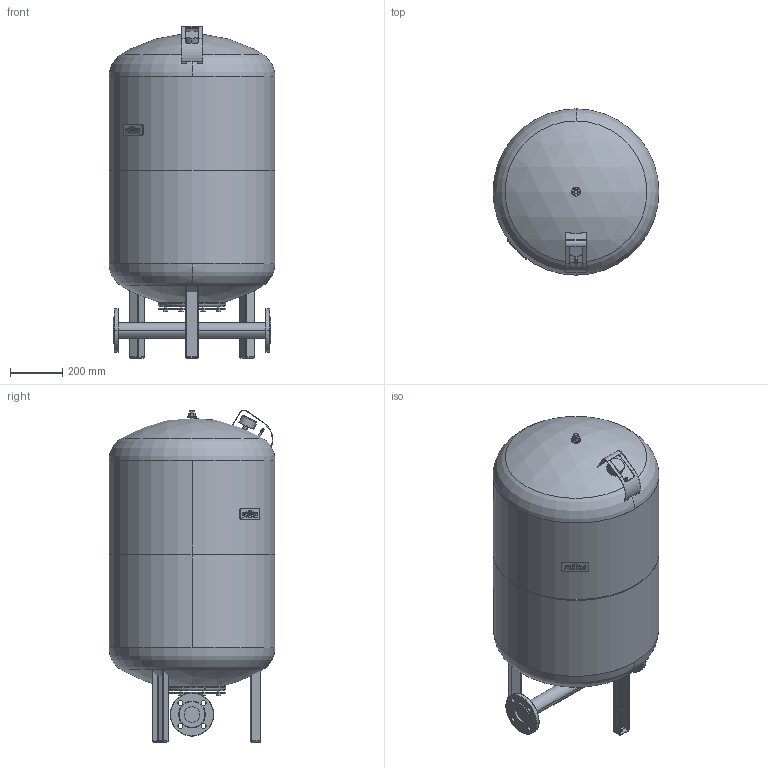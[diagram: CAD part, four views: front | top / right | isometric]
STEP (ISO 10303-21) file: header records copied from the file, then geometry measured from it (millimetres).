
FILE_DESCRIPTION((''),'2;1');
FILE_NAME('3d_DT5300_10bar-7365200.stp','2009-12-29T14:06:46',(''),(''),'Mechanical Desktop 2008','Mechanical Desktop 2008',', , ');
FILE_SCHEMA(('CONFIG_CONTROL_DESIGN'));
Length unit declared in the file: millimetre
Products named in the file (1): Product
Bounding box: 634 x 634 x 1268.37 mm (x, y, z)
Volume: 296515386.7 mm3; surface area: 4289404.4 mm2
Topology: 23 solids, 23 shells, 521 faces, 1205 edges, 747 vertices
Faces by surface type: plane 223, cylinder 185, cone 44, bspline 35, torus 24, sphere 10
Entity records: 16015 total; most frequent: CARTESIAN_POINT 3786, DIRECTION 2684, ORIENTED_EDGE 2386, EDGE_CURVE 1193, AXIS2_PLACEMENT_3D 1011, VERTEX_POINT 747, VECTOR 662, LINE 662
